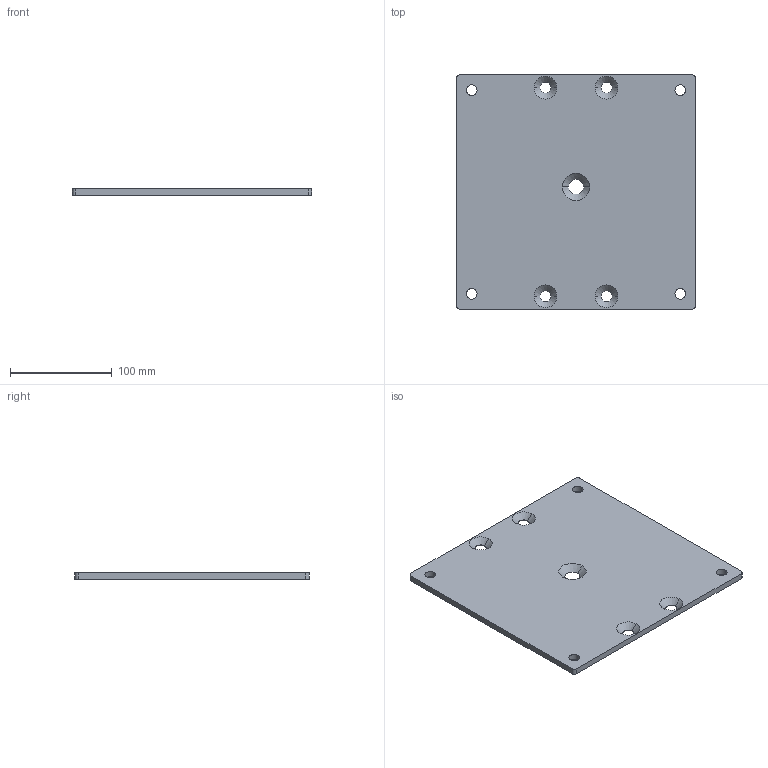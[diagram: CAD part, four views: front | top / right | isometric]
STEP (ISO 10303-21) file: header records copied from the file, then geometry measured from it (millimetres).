
FILE_DESCRIPTION (( 'STEP AP203' ), '1' );
FILE_NAME ('T42898.STEP', '2018-07-26T07:11:19', ( '' ), ( '' ), 'SwSTEP 2.0', 'SolidWorks 2016', '' );
FILE_SCHEMA (( 'CONFIG_CONTROL_DESIGN' ));
Length unit declared in the file: millimetre
Products named in the file (1): T42898
Bounding box: 235 x 230 x 6 mm (x, y, z)
Volume: 314762.4 mm3; surface area: 113324.5 mm2
Topology: 1 solids, 1 shells, 36 faces, 94 edges, 60 vertices
Faces by surface type: cylinder 20, cone 10, plane 6
Entity records: 1239 total; most frequent: DIRECTION 220, CARTESIAN_POINT 191, ORIENTED_EDGE 188, EDGE_CURVE 94, AXIS2_PLACEMENT_3D 89, VERTEX_POINT 60, EDGE_LOOP 54, CIRCLE 52
